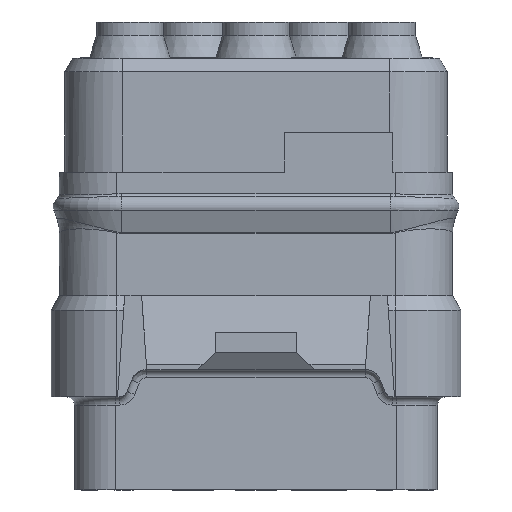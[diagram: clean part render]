
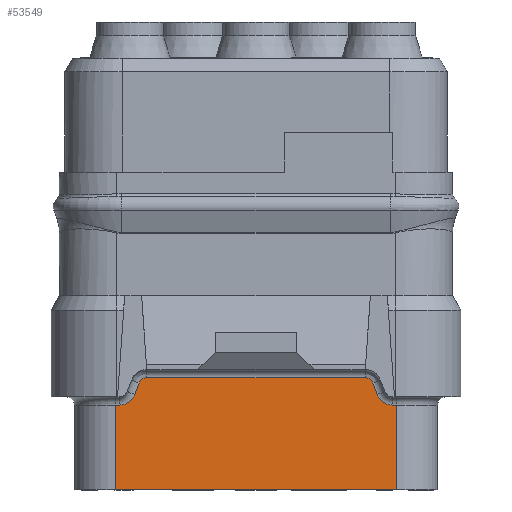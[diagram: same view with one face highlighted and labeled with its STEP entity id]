
A CAD part, front view. The second image highlights one B-rep face of the part: STEP entity #53549.
In plain terms, the highlighted planar face has unit normal (0, -1, 0).
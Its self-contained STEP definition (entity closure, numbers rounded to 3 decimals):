
#2014=DIRECTION('',(-1.,0.,0.));
#2015=VECTOR('',#2014,0.15);
#2016=CARTESIAN_POINT('',(-5.,-5.775,-8.53));
#2017=LINE('',#2016,#2015);
#2028=CARTESIAN_POINT('',(-5.,-5.775,-7.93));
#2029=DIRECTION('',(0.,1.,0.));
#2030=DIRECTION('',(0.935,0.,-0.354));
#2031=AXIS2_PLACEMENT_3D('',#2028,#2029,#2030);
#2046=DIRECTION('',(-0.354,0.,-0.935));
#2047=VECTOR('',#2046,0.447);
#2048=CARTESIAN_POINT('',(-4.281,-5.775,-7.724));
#2049=LINE('',#2048,#2047);
#2060=CARTESIAN_POINT('',(-4.,-5.775,-7.83));
#2061=DIRECTION('',(0.,-1.,0.));
#2062=DIRECTION('',(0.,0.,1.));
#2063=AXIS2_PLACEMENT_3D('',#2060,#2061,#2062);
#2074=DIRECTION('',(-1.,0.,0.));
#2075=VECTOR('',#2074,8.);
#2076=CARTESIAN_POINT('',(4.,-5.775,-7.53));
#2077=LINE('',#2076,#2075);
#2088=CARTESIAN_POINT('',(4.,-5.775,-7.83));
#2089=DIRECTION('',(0.,-1.,0.));
#2090=DIRECTION('',(0.935,0.,0.354));
#2091=AXIS2_PLACEMENT_3D('',#2088,#2089,#2090);
#2102=DIRECTION('',(-0.354,0.,0.935));
#2103=VECTOR('',#2102,0.447);
#2104=CARTESIAN_POINT('',(4.439,-5.775,-8.142));
#2105=LINE('',#2104,#2103);
#2124=CARTESIAN_POINT('',(5.,-5.775,-7.93));
#2125=DIRECTION('',(0.,1.,0.));
#2126=DIRECTION('',(0.,0.,-1.));
#2127=AXIS2_PLACEMENT_3D('',#2124,#2125,#2126);
#2134=DIRECTION('',(-1.,0.,0.));
#2135=VECTOR('',#2134,0.15);
#2136=CARTESIAN_POINT('',(5.15,-5.775,-8.53));
#2137=LINE('',#2136,#2135);
#2306=DIRECTION('',(-1.,0.,0.));
#2307=VECTOR('',#2306,10.3);
#2308=CARTESIAN_POINT('',(5.15,-5.775,-11.63));
#2309=LINE('',#2308,#2307);
#3271=DIRECTION('',(0.,0.,-1.));
#3272=VECTOR('',#3271,3.1);
#3273=CARTESIAN_POINT('',(-5.15,-5.775,-8.53));
#3274=LINE('',#3273,#3272);
#3275=DIRECTION('',(0.,0.,-1.));
#3276=VECTOR('',#3275,3.1);
#3277=CARTESIAN_POINT('',(5.15,-5.775,-8.53));
#3278=LINE('',#3277,#3276);
#45140=CARTESIAN_POINT('',(-5.15,-5.775,-11.63));
#45142=VERTEX_POINT('',#45140);
#45154=CARTESIAN_POINT('',(5.15,-5.775,-11.63));
#45155=VERTEX_POINT('',#45154);
#45222=CARTESIAN_POINT('',(-5.15,-5.775,-8.53));
#45223=VERTEX_POINT('',#45222);
#45224=CARTESIAN_POINT('',(-5.,-5.775,-8.53));
#45225=VERTEX_POINT('',#45224);
#45230=CARTESIAN_POINT('',(-4.439,-5.775,-8.142));
#45231=VERTEX_POINT('',#45230);
#45234=CARTESIAN_POINT('',(-4.281,-5.775,-7.724));
#45235=VERTEX_POINT('',#45234);
#45236=CARTESIAN_POINT('',(-4.,-5.775,-7.53));
#45237=VERTEX_POINT('',#45236);
#45238=CARTESIAN_POINT('',(4.,-5.775,-7.53));
#45239=VERTEX_POINT('',#45238);
#45240=CARTESIAN_POINT('',(4.281,-5.775,-7.724));
#45241=VERTEX_POINT('',#45240);
#45246=CARTESIAN_POINT('',(4.439,-5.775,-8.142));
#45247=VERTEX_POINT('',#45246);
#45250=CARTESIAN_POINT('',(5.,-5.775,-8.53));
#45251=VERTEX_POINT('',#45250);
#45252=CARTESIAN_POINT('',(5.15,-5.775,-8.53));
#45253=VERTEX_POINT('',#45252);
#53529=CARTESIAN_POINT('',(5.15,-5.775,-8.23));
#53530=DIRECTION('',(0.,-1.,0.));
#53531=DIRECTION('',(-1.,0.,0.));
#53532=AXIS2_PLACEMENT_3D('',#53529,#53530,#53531);
#53533=PLANE('',#53532);
#53534=ORIENTED_EDGE('',*,*,#52567,.F.);
#53535=ORIENTED_EDGE('',*,*,#52582,.F.);
#53536=ORIENTED_EDGE('',*,*,#52623,.F.);
#53537=ORIENTED_EDGE('',*,*,#52650,.F.);
#53538=ORIENTED_EDGE('',*,*,#52676,.F.);
#53539=ORIENTED_EDGE('',*,*,#52702,.F.);
#53540=ORIENTED_EDGE('',*,*,#52717,.F.);
#53541=ORIENTED_EDGE('',*,*,#52758,.F.);
#53542=ORIENTED_EDGE('',*,*,#52773,.F.);
#53544=ORIENTED_EDGE('',*,*,#53543,.T.);
#53545=ORIENTED_EDGE('',*,*,#53006,.T.);
#53546=ORIENTED_EDGE('',*,*,#53521,.F.);
#53547=EDGE_LOOP('',(#53534,#53535,#53536,#53537,#53538,#53539,#53540,#53541,
#53542,#53544,#53545,#53546));
#53548=FACE_OUTER_BOUND('',#53547,.F.);
#53549=ADVANCED_FACE('',(#53548),#53533,.T.);
#2032=CIRCLE('',#2031,0.6);
#2064=CIRCLE('',#2063,0.3);
#2092=CIRCLE('',#2091,0.3);
#2128=CIRCLE('',#2127,0.6);
#52567=EDGE_CURVE('',#45225,#45223,#2017,.T.);
#52582=EDGE_CURVE('',#45231,#45225,#2032,.T.);
#52623=EDGE_CURVE('',#45235,#45231,#2049,.T.);
#52650=EDGE_CURVE('',#45237,#45235,#2064,.T.);
#52676=EDGE_CURVE('',#45239,#45237,#2077,.T.);
#52702=EDGE_CURVE('',#45241,#45239,#2092,.T.);
#52717=EDGE_CURVE('',#45247,#45241,#2105,.T.);
#52758=EDGE_CURVE('',#45251,#45247,#2128,.T.);
#52773=EDGE_CURVE('',#45253,#45251,#2137,.T.);
#53006=EDGE_CURVE('',#45155,#45142,#2309,.T.);
#53521=EDGE_CURVE('',#45223,#45142,#3274,.T.);
#53543=EDGE_CURVE('',#45253,#45155,#3278,.T.);
